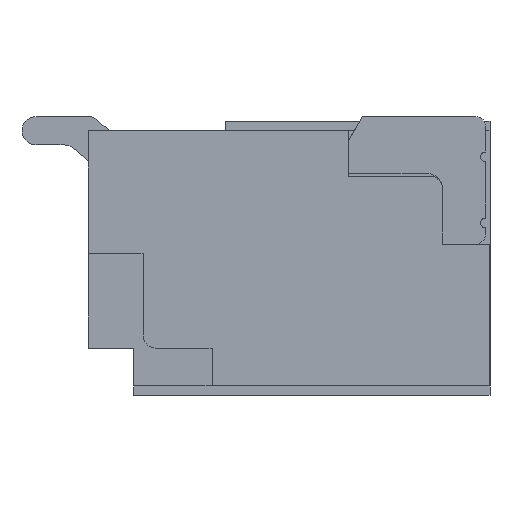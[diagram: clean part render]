
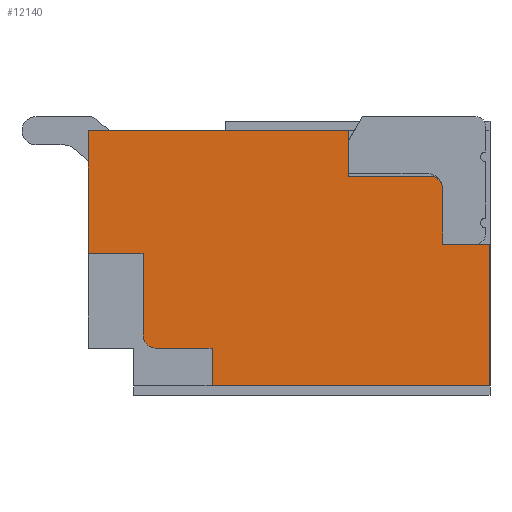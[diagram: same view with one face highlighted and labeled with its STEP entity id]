
A CAD part, left-side view. The second image highlights one B-rep face of the part: STEP entity #12140.
In plain terms, the highlighted planar face has unit normal (-1, 0, 0).
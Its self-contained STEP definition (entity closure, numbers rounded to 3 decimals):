
#208=DIRECTION('',(0.,-1.,0.));
#209=VECTOR('',#208,2.75);
#210=CARTESIAN_POINT('',(2.,4.25,1.3));
#211=LINE('6435',#210,#209);
#2247=DIRECTION('',(0.,0.,1.));
#2248=VECTOR('',#2247,1.3);
#2249=CARTESIAN_POINT('',(2.,4.25,0.));
#2250=LINE('6687',#2249,#2248);
#2255=DIRECTION('',(0.,1.,0.));
#2256=VECTOR('',#2255,0.5);
#2257=CARTESIAN_POINT('',(2.,0.,0.1));
#2258=LINE('6692',#2257,#2256);
#2259=DIRECTION('',(0.,0.,1.));
#2260=VECTOR('',#2259,1.5);
#2261=CARTESIAN_POINT('',(2.,0.,-1.4));
#2262=LINE('6114',#2261,#2260);
#2263=DIRECTION('',(0.,-1.,0.));
#2264=VECTOR('',#2263,0.59);
#2265=CARTESIAN_POINT('',(2.,3.53,-1.));
#2266=LINE('6683',#2265,#2264);
#2267=CARTESIAN_POINT('',(2.,3.53,-0.86));
#2268=DIRECTION('',(-1.,0.,0.));
#2269=DIRECTION('',(0.,1.,0.));
#2270=AXIS2_PLACEMENT_3D('',#2267,#2268,#2269);
#2272=DIRECTION('',(0.,0.,1.));
#2273=VECTOR('',#2272,0.48);
#2274=CARTESIAN_POINT('',(2.,1.5,0.82));
#2275=LINE('6688',#2274,#2273);
#2276=DIRECTION('',(0.,1.,0.));
#2277=VECTOR('',#2276,0.86);
#2278=CARTESIAN_POINT('',(2.,0.64,0.82));
#2279=LINE('6689',#2278,#2277);
#2280=CARTESIAN_POINT('',(2.,0.64,0.68));
#2281=DIRECTION('',(-1.,0.,0.));
#2282=DIRECTION('',(0.,-1.,0.));
#2283=AXIS2_PLACEMENT_3D('',#2280,#2281,#2282);
#2349=DIRECTION('',(0.,0.,-1.));
#2350=VECTOR('',#2349,0.58);
#2351=CARTESIAN_POINT('',(2.,0.5,0.68));
#2352=LINE('6691',#2351,#2350);
#2786=DIRECTION('',(0.,1.,0.));
#2787=VECTOR('',#2786,2.94);
#2788=CARTESIAN_POINT('',(2.,0.,-1.4));
#2789=LINE('6681',#2788,#2787);
#2798=DIRECTION('',(0.,0.,1.));
#2799=VECTOR('',#2798,0.4);
#2800=CARTESIAN_POINT('',(2.,2.94,-1.4));
#2801=LINE('6682',#2800,#2799);
#2872=DIRECTION('',(0.,1.,0.));
#2873=VECTOR('',#2872,0.58);
#2874=CARTESIAN_POINT('',(2.,3.67,0.));
#2875=LINE('6686',#2874,#2873);
#2876=DIRECTION('',(0.,0.,1.));
#2877=VECTOR('',#2876,0.86);
#2878=CARTESIAN_POINT('',(2.,3.67,-0.86));
#2879=LINE('6685',#2878,#2877);
#7804=CARTESIAN_POINT('',(2.,0.,-1.4));
#7805=VERTEX_POINT('',#7804);
#7806=CARTESIAN_POINT('',(2.,0.,0.1));
#7807=VERTEX_POINT('',#7806);
#8154=CARTESIAN_POINT('',(2.,1.5,1.3));
#8155=VERTEX_POINT('',#8154);
#8156=CARTESIAN_POINT('',(2.,4.25,1.3));
#8157=VERTEX_POINT('',#8156);
#8456=CARTESIAN_POINT('',(2.,2.94,-1.4));
#8457=VERTEX_POINT('',#8456);
#8458=CARTESIAN_POINT('',(2.,2.94,-1.));
#8459=VERTEX_POINT('',#8458);
#8460=CARTESIAN_POINT('',(2.,3.53,-1.));
#8461=VERTEX_POINT('',#8460);
#8462=CARTESIAN_POINT('',(2.,3.67,-0.86));
#8463=VERTEX_POINT('',#8462);
#8464=CARTESIAN_POINT('',(2.,3.67,0.));
#8465=VERTEX_POINT('',#8464);
#8466=CARTESIAN_POINT('',(2.,4.25,0.));
#8467=VERTEX_POINT('',#8466);
#8468=CARTESIAN_POINT('',(2.,1.5,0.82));
#8469=VERTEX_POINT('',#8468);
#8470=CARTESIAN_POINT('',(2.,0.64,0.82));
#8471=VERTEX_POINT('',#8470);
#8472=CARTESIAN_POINT('',(2.,0.5,0.68));
#8473=VERTEX_POINT('',#8472);
#8474=CARTESIAN_POINT('',(2.,0.5,0.1));
#8475=VERTEX_POINT('',#8474);
#12108=CARTESIAN_POINT('',(2.,0.,1.4));
#12109=DIRECTION('',(1.,0.,0.));
#12110=DIRECTION('',(0.,0.,-1.));
#12111=AXIS2_PLACEMENT_3D('',#12108,#12109,#12110);
#12112=PLANE('7682',#12111);
#12114=ORIENTED_EDGE('6692',*,*,#12113,.F.);
#12115=ORIENTED_EDGE('6114',*,*,#9629,.F.);
#12117=ORIENTED_EDGE('6681',*,*,#12116,.T.);
#12119=ORIENTED_EDGE('6682',*,*,#12118,.T.);
#12121=ORIENTED_EDGE('6683',*,*,#12120,.F.);
#12123=ORIENTED_EDGE('6684',*,*,#12122,.F.);
#12125=ORIENTED_EDGE('6685',*,*,#12124,.T.);
#12127=ORIENTED_EDGE('6686',*,*,#12126,.T.);
#12128=ORIENTED_EDGE('6687',*,*,#12096,.T.);
#12129=ORIENTED_EDGE('6435',*,*,#9509,.T.);
#12131=ORIENTED_EDGE('6688',*,*,#12130,.F.);
#12133=ORIENTED_EDGE('6689',*,*,#12132,.F.);
#12135=ORIENTED_EDGE('6690',*,*,#12134,.F.);
#12137=ORIENTED_EDGE('6691',*,*,#12136,.T.);
#12138=EDGE_LOOP('7682',(#12114,#12115,#12117,#12119,#12121,#12123,#12125,
#12127,#12128,#12129,#12131,#12133,#12135,#12137));
#12139=FACE_OUTER_BOUND('7682',#12138,.F.);
#12140=ADVANCED_FACE('7682',(#12139),#12112,.F.);
#2271=CIRCLE('6684',#2270,0.14);
#2284=CIRCLE('6690',#2283,0.14);
#9509=EDGE_CURVE('6435',#8157,#8155,#211,.T.);
#9629=EDGE_CURVE('6114',#7805,#7807,#2262,.T.);
#12096=EDGE_CURVE('6687',#8467,#8157,#2250,.T.);
#12113=EDGE_CURVE('6692',#7807,#8475,#2258,.T.);
#12116=EDGE_CURVE('6681',#7805,#8457,#2789,.T.);
#12118=EDGE_CURVE('6682',#8457,#8459,#2801,.T.);
#12120=EDGE_CURVE('6683',#8461,#8459,#2266,.T.);
#12122=EDGE_CURVE('6684',#8463,#8461,#2271,.T.);
#12124=EDGE_CURVE('6685',#8463,#8465,#2879,.T.);
#12126=EDGE_CURVE('6686',#8465,#8467,#2875,.T.);
#12130=EDGE_CURVE('6688',#8469,#8155,#2275,.T.);
#12132=EDGE_CURVE('6689',#8471,#8469,#2279,.T.);
#12134=EDGE_CURVE('6690',#8473,#8471,#2284,.T.);
#12136=EDGE_CURVE('6691',#8473,#8475,#2352,.T.);
